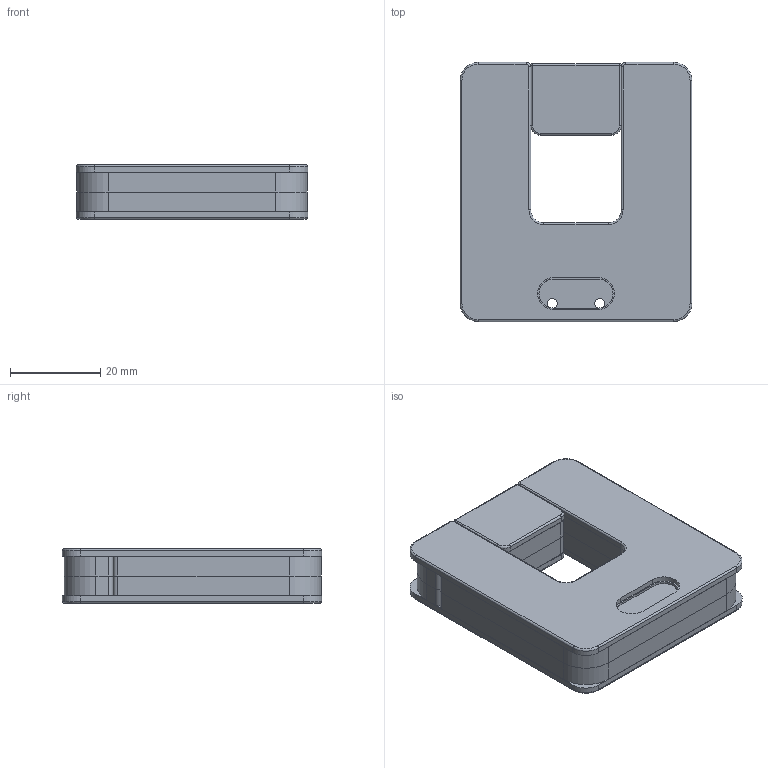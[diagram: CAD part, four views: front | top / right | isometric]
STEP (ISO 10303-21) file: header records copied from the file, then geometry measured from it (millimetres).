
FILE_DESCRIPTION (( 'STEP AP203' ), '1' );
FILE_NAME ('751A.STEP', '2017-01-18T06:32:49', ( '微软中国' ), ( '微软中国' ), 'SwSTEP 2.0', 'SolidWorks 2008', '' );
FILE_SCHEMA (( 'CONFIG_CONTROL_DESIGN' ));
Length unit declared in the file: millimetre
Products named in the file (5): 751A; 751A下壳下_默认; 751A下壳上_默认; 751上壳上_默认; 751上壳下_默认
Assembly tree (4 placements, depth 2):
  751A
    751上壳下_默认
    751A下壳上_默认
    751A下壳下_默认
    751上壳上_默认
Bounding box: 51.2 x 57.3 x 12 mm (x, y, z)
Volume: 13933.5 mm3; surface area: 19935 mm2
Topology: 4 solids, 4 shells, 744 faces, 1971 edges, 1270 vertices
Faces by surface type: plane 437, cylinder 231, torus 52, cone 20, sphere 4
Entity records: 23526 total; most frequent: DIRECTION 4101, CARTESIAN_POINT 3988, ORIENTED_EDGE 3934, EDGE_CURVE 1967, AXIS2_PLACEMENT_3D 1383, LINE 1335, VECTOR 1335, VERTEX_POINT 1270
